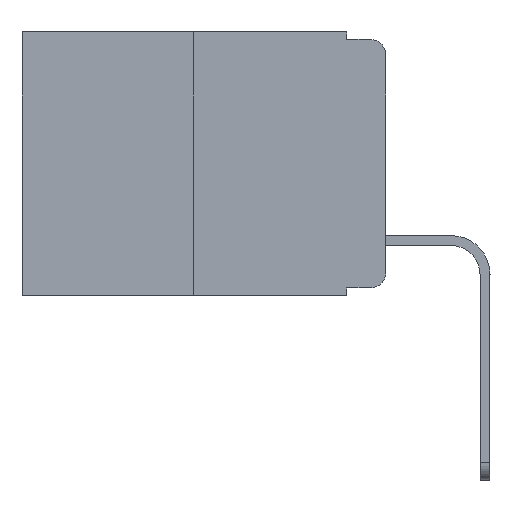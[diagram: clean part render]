
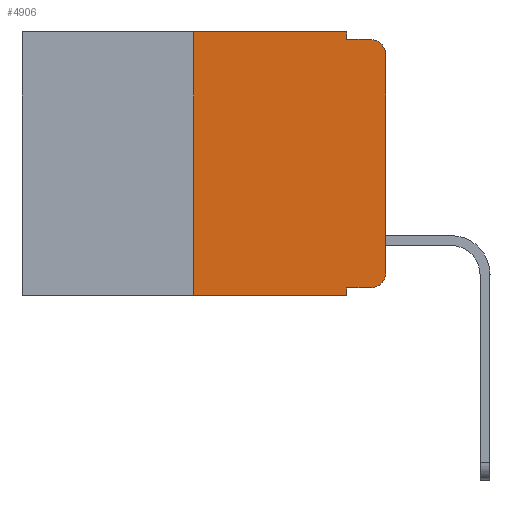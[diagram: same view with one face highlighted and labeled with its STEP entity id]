
A CAD part, left-side view. The second image highlights one B-rep face of the part: STEP entity #4906.
In plain terms, the highlighted planar face has unit normal (-1, 0, 0).
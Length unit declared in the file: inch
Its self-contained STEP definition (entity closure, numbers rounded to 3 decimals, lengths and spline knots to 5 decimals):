
#173 = VERTEX_POINT ( 'NONE', #6364 ) ;
#233 = EDGE_CURVE ( 'NONE', #7287, #3457, #10164, .T. ) ;
#242 = VECTOR ( 'NONE', #1550, 39.37008 ) ;
#250 = CARTESIAN_POINT ( 'NONE',  ( 0., 0.473, -0.343 ) ) ;
#451 = EDGE_CURVE ( 'NONE', #3457, #5562, #7542, .T. ) ;
#514 = ORIENTED_EDGE ( 'NONE', *, *, #4973, .T. ) ;
#652 = DIRECTION ( 'NONE',  ( 1., 0., 0. ) ) ;
#694 = CARTESIAN_POINT ( 'NONE',  ( 0., 0.051, -0.333 ) ) ;
#774 = CARTESIAN_POINT ( 'NONE',  ( 0., 0.02, -0.01 ) ) ;
#866 = LINE ( 'NONE', #7159, #8050 ) ;
#1047 = DIRECTION ( 'NONE',  ( 0., 0., 1. ) ) ;
#1179 = VECTOR ( 'NONE', #1047, 39.37008 ) ;
#1302 = VECTOR ( 'NONE', #6443, 39.37008 ) ;
#1550 = DIRECTION ( 'NONE',  ( 0., 0., 1. ) ) ;
#1724 = LINE ( 'NONE', #9094, #8546 ) ;
#1848 = VECTOR ( 'NONE', #9563, 39.37008 ) ;
#1890 = VERTEX_POINT ( 'NONE', #2613 ) ;
#2255 = ORIENTED_EDGE ( 'NONE', *, *, #6226, .F. ) ;
#2346 = DIRECTION ( 'NONE',  ( 0., 0., -1. ) ) ;
#2355 = ORIENTED_EDGE ( 'NONE', *, *, #7526, .F. ) ;
#2386 = ORIENTED_EDGE ( 'NONE', *, *, #451, .T. ) ;
#2571 = CARTESIAN_POINT ( 'NONE',  ( 0., 0.051, 0. ) ) ;
#2613 = CARTESIAN_POINT ( 'NONE',  ( 0., 0.051, 0. ) ) ;
#2722 = CARTESIAN_POINT ( 'NONE',  ( 0., 0.25, 0. ) ) ;
#2811 = VERTEX_POINT ( 'NONE', #9995 ) ;
#3043 = EDGE_CURVE ( 'NONE', #6792, #5782, #6352, .T. ) ;
#3103 = AXIS2_PLACEMENT_3D ( 'NONE', #8234, #9938, #3389 ) ;
#3117 = DIRECTION ( 'NONE',  ( 0., 0., -1. ) ) ;
#3235 = VERTEX_POINT ( 'NONE', #8922 ) ;
#3336 = EDGE_CURVE ( 'NONE', #3235, #6729, #6099, .T. ) ;
#3389 = DIRECTION ( 'NONE',  ( 0., 0., -1. ) ) ;
#3457 = VERTEX_POINT ( 'NONE', #5589 ) ;
#3476 = DIRECTION ( 'NONE',  ( 0., -1., 0. ) ) ;
#3486 = EDGE_CURVE ( 'NONE', #173, #5562, #6987, .T. ) ;
#3754 = EDGE_LOOP ( 'NONE', ( #9985, #2386, #4917, #2355, #8670, #8474, #9005, #2255, #6868, #514 ) ) ;
#3888 = DIRECTION ( 'NONE',  ( -1., 0., 0. ) ) ;
#4274 = CARTESIAN_POINT ( 'NONE',  ( 0., 0., -0.313 ) ) ;
#4645 = DIRECTION ( 'NONE',  ( 0., 0., -1. ) ) ;
#4671 = EDGE_CURVE ( 'NONE', #3235, #2811, #9261, .T. ) ;
#4813 = FACE_OUTER_BOUND ( 'NONE', #3754, .T. ) ;
#4906 = ADVANCED_FACE ( 'NONE', ( #4813 ), #6193, .F. ) ;
#4917 = ORIENTED_EDGE ( 'NONE', *, *, #3486, .F. ) ;
#4973 = EDGE_CURVE ( 'NONE', #5782, #7287, #7722, .T. ) ;
#5562 = VERTEX_POINT ( 'NONE', #774 ) ;
#5589 = CARTESIAN_POINT ( 'NONE',  ( 0., 0., -0.03 ) ) ;
#5781 = CARTESIAN_POINT ( 'NONE',  ( 0., 0.02, -0.333 ) ) ;
#5782 = VERTEX_POINT ( 'NONE', #5781 ) ;
#6099 = LINE ( 'NONE', #250, #6340 ) ;
#6193 = PLANE ( 'NONE',  #7259 ) ;
#6226 = EDGE_CURVE ( 'NONE', #6792, #6729, #8595, .T. ) ;
#6340 = VECTOR ( 'NONE', #3476, 39.37008 ) ;
#6352 = LINE ( 'NONE', #694, #1848 ) ;
#6364 = CARTESIAN_POINT ( 'NONE',  ( 0., 0.051, -0.01 ) ) ;
#6443 = DIRECTION ( 'NONE',  ( 0., -1., 0. ) ) ;
#6729 = VERTEX_POINT ( 'NONE', #7296 ) ;
#6792 = VERTEX_POINT ( 'NONE', #9501 ) ;
#6868 = ORIENTED_EDGE ( 'NONE', *, *, #3043, .T. ) ;
#6987 = LINE ( 'NONE', #7261, #1302 ) ;
#7091 = CARTESIAN_POINT ( 'NONE',  ( 0., 0.02, -0.313 ) ) ;
#7159 = CARTESIAN_POINT ( 'NONE',  ( 0., 0.051, 0. ) ) ;
#7259 = AXIS2_PLACEMENT_3D ( 'NONE', #7796, #652, #4645 ) ;
#7261 = CARTESIAN_POINT ( 'NONE',  ( 0., 0.051, -0.01 ) ) ;
#7287 = VERTEX_POINT ( 'NONE', #4274 ) ;
#7296 = CARTESIAN_POINT ( 'NONE',  ( 0., 0.051, -0.343 ) ) ;
#7526 = EDGE_CURVE ( 'NONE', #1890, #173, #866, .T. ) ;
#7542 = CIRCLE ( 'NONE', #3103, 0.02 ) ;
#7722 = CIRCLE ( 'NONE', #7799, 0.02 ) ;
#7796 = CARTESIAN_POINT ( 'NONE',  ( 0., 0.473, 0. ) ) ;
#7799 = AXIS2_PLACEMENT_3D ( 'NONE', #7091, #3888, #3117 ) ;
#7998 = CARTESIAN_POINT ( 'NONE',  ( 0., 0., 0. ) ) ;
#8050 = VECTOR ( 'NONE', #2346, 39.37008 ) ;
#8215 = DIRECTION ( 'NONE',  ( 0., 0., -1. ) ) ;
#8234 = CARTESIAN_POINT ( 'NONE',  ( 0., 0.02, -0.03 ) ) ;
#8474 = ORIENTED_EDGE ( 'NONE', *, *, #4671, .F. ) ;
#8546 = VECTOR ( 'NONE', #9055, 39.37008 ) ;
#8595 = LINE ( 'NONE', #2571, #9101 ) ;
#8670 = ORIENTED_EDGE ( 'NONE', *, *, #9429, .F. ) ;
#8922 = CARTESIAN_POINT ( 'NONE',  ( 0., 0.25, -0.343 ) ) ;
#9005 = ORIENTED_EDGE ( 'NONE', *, *, #3336, .T. ) ;
#9055 = DIRECTION ( 'NONE',  ( 0., -1., 0. ) ) ;
#9094 = CARTESIAN_POINT ( 'NONE',  ( 0., 0.473, 0. ) ) ;
#9101 = VECTOR ( 'NONE', #8215, 39.37008 ) ;
#9261 = LINE ( 'NONE', #2722, #1179 ) ;
#9429 = EDGE_CURVE ( 'NONE', #2811, #1890, #1724, .T. ) ;
#9501 = CARTESIAN_POINT ( 'NONE',  ( 0., 0.051, -0.333 ) ) ;
#9563 = DIRECTION ( 'NONE',  ( 0., -1., 0. ) ) ;
#9938 = DIRECTION ( 'NONE',  ( -1., 0., 0. ) ) ;
#9985 = ORIENTED_EDGE ( 'NONE', *, *, #233, .T. ) ;
#9995 = CARTESIAN_POINT ( 'NONE',  ( 0., 0.25, 0. ) ) ;
#10164 = LINE ( 'NONE', #7998, #242 ) ;
